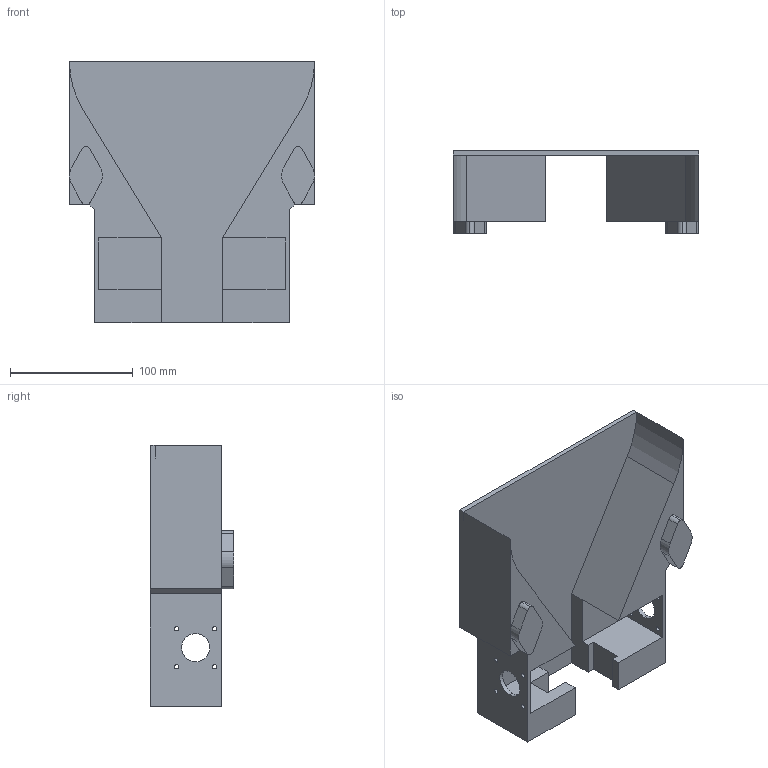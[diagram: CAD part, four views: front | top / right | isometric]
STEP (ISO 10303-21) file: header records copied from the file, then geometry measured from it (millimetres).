
FILE_DESCRIPTION (( 'STEP AP214' ), '1' );
FILE_NAME ('Ð¡³µ³µÉív2.0.0.STEP', '2026-01-17T14:32:55', ( '' ), ( '' ), 'SwSTEP 2.0', 'SolidWorks 2022', '' );
FILE_SCHEMA (( 'AUTOMOTIVE_DESIGN' ));
Length unit declared in the file: millimetre
Products named in the file (1): 小车车身v2.0.0
Bounding box: 200 x 68 x 213 mm (x, y, z)
Volume: 821540.1 mm3; surface area: 146777.5 mm2
Topology: 1 solids, 1 shells, 78 faces, 220 edges, 144 vertices
Faces by surface type: plane 46, cylinder 32
Entity records: 2602 total; most frequent: DIRECTION 446, CARTESIAN_POINT 443, ORIENTED_EDGE 440, EDGE_CURVE 220, VECTOR 152, LINE 152, AXIS2_PLACEMENT_3D 147, VERTEX_POINT 144
